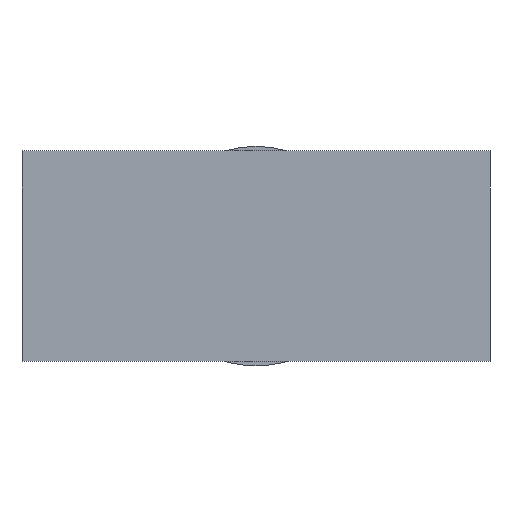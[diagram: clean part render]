
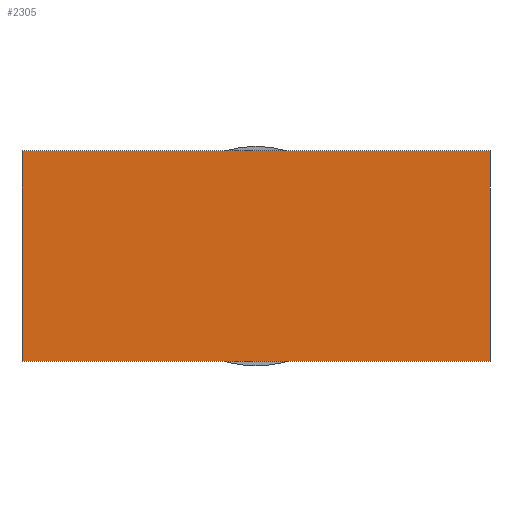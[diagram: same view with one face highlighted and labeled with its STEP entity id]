
A CAD part, front view. The second image highlights one B-rep face of the part: STEP entity #2305.
In plain terms, the highlighted planar face has unit normal (0, -1, 0).
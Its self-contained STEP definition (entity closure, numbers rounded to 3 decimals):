
#152 = CARTESIAN_POINT ( 'NONE',  ( 25., 0., 11.25 ) ) ;
#154 = ORIENTED_EDGE ( 'NONE', *, *, #1191, .T. ) ;
#194 = EDGE_CURVE ( 'NONE', #432, #3409, #2911, .T. ) ;
#199 = DIRECTION ( 'NONE',  ( 0., 0., -1. ) ) ;
#211 = CARTESIAN_POINT ( 'NONE',  ( -25., 0., -11.25 ) ) ;
#220 = EDGE_CURVE ( 'NONE', #2919, #3409, #2088, .T. ) ;
#270 = EDGE_LOOP ( 'NONE', ( #1180, #534, #3419, #154 ) ) ;
#387 = VECTOR ( 'NONE', #1337, 1000. ) ;
#432 = VERTEX_POINT ( 'NONE', #211 ) ;
#534 = ORIENTED_EDGE ( 'NONE', *, *, #220, .F. ) ;
#741 = CARTESIAN_POINT ( 'NONE',  ( -25., 0., 11.25 ) ) ;
#768 = DIRECTION ( 'NONE',  ( 1., 0., 0. ) ) ;
#824 = CARTESIAN_POINT ( 'NONE',  ( 25., 0., -11.25 ) ) ;
#825 = AXIS2_PLACEMENT_3D ( 'NONE', #2838, #1455, #3398 ) ;
#834 = PLANE ( 'NONE',  #825 ) ;
#849 = EDGE_CURVE ( 'NONE', #2622, #2919, #1275, .T. ) ;
#855 = CARTESIAN_POINT ( 'NONE',  ( 25., 0., 11.25 ) ) ;
#1180 = ORIENTED_EDGE ( 'NONE', *, *, #194, .T. ) ;
#1191 = EDGE_CURVE ( 'NONE', #2622, #432, #1998, .T. ) ;
#1275 = LINE ( 'NONE', #2676, #387 ) ;
#1337 = DIRECTION ( 'NONE',  ( 1., 0., 0. ) ) ;
#1455 = DIRECTION ( 'NONE',  ( 0., 1., 0. ) ) ;
#1877 = CARTESIAN_POINT ( 'NONE',  ( 0., 0., -11.25 ) ) ;
#1998 = LINE ( 'NONE', #3050, #3476 ) ;
#2003 = VECTOR ( 'NONE', #3097, 1000. ) ;
#2088 = LINE ( 'NONE', #855, #2003 ) ;
#2305 = ADVANCED_FACE ( 'NONE', ( #2709 ), #834, .F. ) ;
#2622 = VERTEX_POINT ( 'NONE', #741 ) ;
#2676 = CARTESIAN_POINT ( 'NONE',  ( 0., 0., 11.25 ) ) ;
#2709 = FACE_OUTER_BOUND ( 'NONE', #270, .T. ) ;
#2838 = CARTESIAN_POINT ( 'NONE',  ( 0., 0., 11.25 ) ) ;
#2911 = LINE ( 'NONE', #1877, #3550 ) ;
#2919 = VERTEX_POINT ( 'NONE', #152 ) ;
#3050 = CARTESIAN_POINT ( 'NONE',  ( -25., 0., 11.25 ) ) ;
#3097 = DIRECTION ( 'NONE',  ( 0., 0., -1. ) ) ;
#3398 = DIRECTION ( 'NONE',  ( 0., 0., 1. ) ) ;
#3409 = VERTEX_POINT ( 'NONE', #824 ) ;
#3419 = ORIENTED_EDGE ( 'NONE', *, *, #849, .F. ) ;
#3476 = VECTOR ( 'NONE', #199, 1000. ) ;
#3550 = VECTOR ( 'NONE', #768, 1000. ) ;
